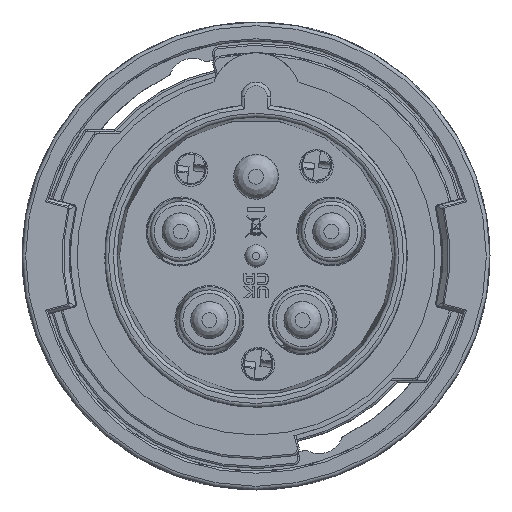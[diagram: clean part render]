
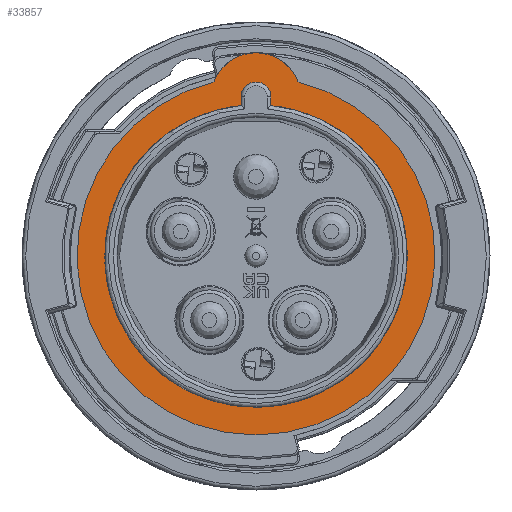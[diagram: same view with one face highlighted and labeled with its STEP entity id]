
A CAD part, front view. The second image highlights one B-rep face of the part: STEP entity #33857.
In plain terms, the highlighted planar face has unit normal (0, -1, 0).
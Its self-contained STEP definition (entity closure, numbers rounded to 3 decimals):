
#884=FACE_BOUND('',#5984,.T.);
#4112=FACE_OUTER_BOUND('',#5983,.T.);
#5983=EDGE_LOOP('',(#27479,#27480));
#5984=EDGE_LOOP('',(#27481,#27482,#27483,#27484,#27485));
#7334=CIRCLE('',#36281,4.);
#7338=CIRCLE('',#36287,48.);
#7343=CIRCLE('',#36293,12.);
#7345=CIRCLE('',#36299,39.75);
#7346=CIRCLE('',#36300,39.75);
#9100=LINE('',#66099,#11238);
#9104=LINE('',#66105,#11242);
#11238=VECTOR('',#42360,1.);
#11242=VECTOR('',#42366,1.);
#14353=VERTEX_POINT('',#66064);
#14354=VERTEX_POINT('',#66066);
#14361=VERTEX_POINT('',#66083);
#14362=VERTEX_POINT('',#66085);
#14365=VERTEX_POINT('',#66098);
#14366=VERTEX_POINT('',#66103);
#14368=VERTEX_POINT('',#66111);
#18840=EDGE_CURVE('',#14354,#14353,#7334,.T.);
#18849=EDGE_CURVE('',#14362,#14361,#7338,.T.);
#18855=EDGE_CURVE('',#14361,#14362,#7343,.T.);
#18857=EDGE_CURVE('',#14365,#14354,#9100,.T.);
#18861=EDGE_CURVE('',#14353,#14366,#9104,.T.);
#18864=EDGE_CURVE('',#14365,#14368,#7345,.T.);
#18865=EDGE_CURVE('',#14368,#14366,#7346,.T.);
#27479=ORIENTED_EDGE('',*,*,#18849,.T.);
#27480=ORIENTED_EDGE('',*,*,#18855,.T.);
#27481=ORIENTED_EDGE('',*,*,#18864,.F.);
#27482=ORIENTED_EDGE('',*,*,#18857,.T.);
#27483=ORIENTED_EDGE('',*,*,#18840,.T.);
#27484=ORIENTED_EDGE('',*,*,#18861,.T.);
#27485=ORIENTED_EDGE('',*,*,#18865,.F.);
#30408=PLANE('',#36298);
#33857=ADVANCED_FACE('',(#4112,#884),#30408,.F.);
#36281=AXIS2_PLACEMENT_3D('',#66067,#42325,#42326);
#36287=AXIS2_PLACEMENT_3D('',#66086,#42342,#42343);
#36293=AXIS2_PLACEMENT_3D('',#66095,#42355,#42356);
#36298=AXIS2_PLACEMENT_3D('',#66110,#42372,#42373);
#36299=AXIS2_PLACEMENT_3D('',#66112,#42374,#42375);
#36300=AXIS2_PLACEMENT_3D('',#66113,#42376,#42377);
#42325=DIRECTION('center_axis',(0.,1.,0.));
#42326=DIRECTION('ref_axis',(0.,0.,
1.));
#42342=DIRECTION('center_axis',(0.,-1.,0.));
#42343=DIRECTION('ref_axis',(0.,0.,
1.));
#42355=DIRECTION('center_axis',(0.,-1.,0.));
#42356=DIRECTION('ref_axis',(0.,0.,
1.));
#42360=DIRECTION('',(0.,0.,1.));
#42366=DIRECTION('',(0.,0.,-1.));
#42372=DIRECTION('center_axis',(0.,1.,0.));
#42373=DIRECTION('ref_axis',(0.,0.,
1.));
#42374=DIRECTION('center_axis',(0.,-1.,0.));
#42375=DIRECTION('ref_axis',(-1.,0.,0.));
#42376=DIRECTION('center_axis',(0.,-1.,0.));
#42377=DIRECTION('ref_axis',(-1.,0.,0.));
#66064=CARTESIAN_POINT('',(4.,46.845,42.5));
#66066=CARTESIAN_POINT('',(-4.,46.845,42.5));
#66067=CARTESIAN_POINT('Origin',(0.,46.845,
42.5));
#66083=CARTESIAN_POINT('',(11.255,46.845,46.662));
#66085=CARTESIAN_POINT('',(-11.255,46.845,46.662));
#66086=CARTESIAN_POINT('Origin',(0.,46.845,
0.));
#66095=CARTESIAN_POINT('Origin',(0.,46.845,
42.5));
#66098=CARTESIAN_POINT('',(-4.,46.845,39.548));
#66099=CARTESIAN_POINT('',(-4.,46.845,39.297));
#66103=CARTESIAN_POINT('',(4.,46.845,39.548));
#66105=CARTESIAN_POINT('',(4.,46.845,42.5));
#66110=CARTESIAN_POINT('Origin',(0.,46.845,
5.517));
#66111=CARTESIAN_POINT('',(39.75,46.845,0.));
#66112=CARTESIAN_POINT('Origin',(0.,46.845,
0.));
#66113=CARTESIAN_POINT('Origin',(0.,46.845,
0.));
